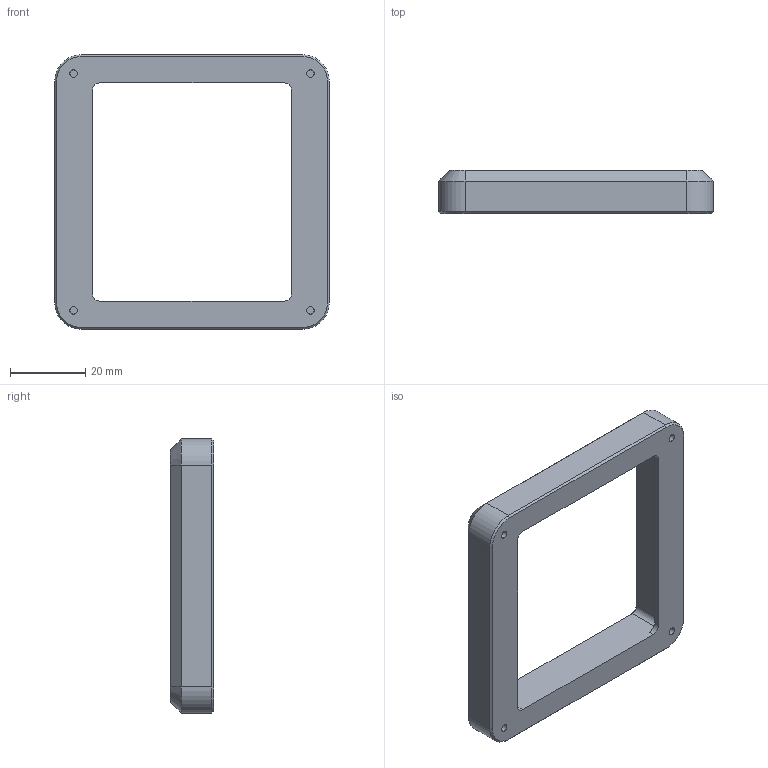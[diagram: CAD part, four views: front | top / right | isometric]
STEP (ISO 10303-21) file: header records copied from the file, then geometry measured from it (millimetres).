
FILE_DESCRIPTION(/* description */ (''),/* implementation_level */ '2;1');
FILE_NAME(/* name */ 'Case Top.step',/* time_stamp */ '2022-03-19T16:30:22-04:00',/* author */ (''),/* organization */ (''),/* preprocessor_version */ 'ST-DEVELOPER v18.1',/* originating_system */ 'Autodesk Translation Framework v10.13.0.1454',/* authorisation */ '');
FILE_SCHEMA (('AUTOMOTIVE_DESIGN { 1 0 10303 214 3 1 1 }'));
Length unit declared in the file: millimetre
Products named in the file (1): Case
Bounding box: 73.15 x 11.5 x 73.15 mm (x, y, z)
Volume: 21255.1 mm3; surface area: 9865.6 mm2
Topology: 1 solids, 1 shells, 58 faces, 132 edges, 80 vertices
Faces by surface type: plane 30, cylinder 16, cone 12
Full cylindrical faces by diameter (mm): 2 x4
Entity records: 1648 total; most frequent: DIRECTION 294, CARTESIAN_POINT 271, ORIENTED_EDGE 264, EDGE_CURVE 132, AXIS2_PLACEMENT_3D 103, LINE 88, VECTOR 88, VERTEX_POINT 80
